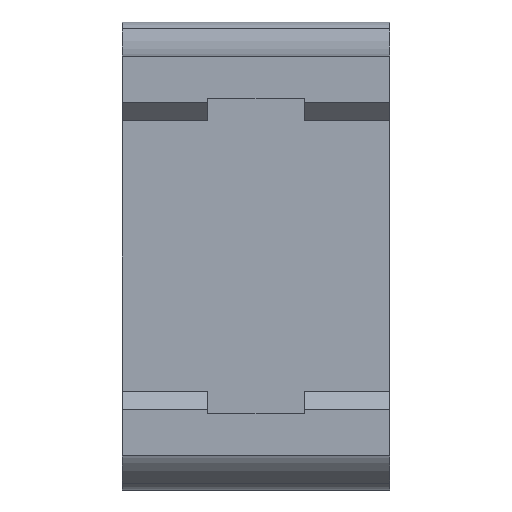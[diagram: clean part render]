
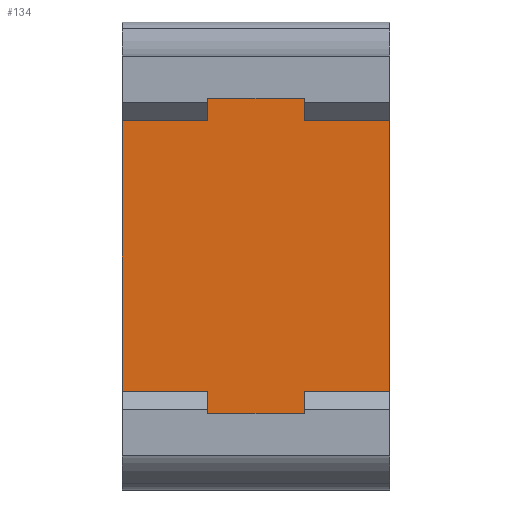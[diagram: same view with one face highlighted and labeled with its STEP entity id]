
A CAD part, left-side view. The second image highlights one B-rep face of the part: STEP entity #134.
In plain terms, the highlighted planar face has unit normal (-1, 0, 0).
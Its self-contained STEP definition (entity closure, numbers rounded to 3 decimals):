
#134=ADVANCED_FACE('',(#528),#530,.T.);
#528=FACE_BOUND('',#529,.T.);
#529=EDGE_LOOP('',(#817,#818,#819,#820,#821,#822,#823,#824,#825,#826,#827,#828));
#530=PLANE('',#531);
#531=AXIS2_PLACEMENT_3D('',#532,#533,#534);
#532=CARTESIAN_POINT('',(62.8,0.,15.65));
#533=DIRECTION('',(-1.,0.,0.));
#534=DIRECTION('',(0.,0.,-1.));
#817=ORIENTED_EDGE('',*,*,#1040,.T.);
#818=ORIENTED_EDGE('',*,*,#1041,.T.);
#819=ORIENTED_EDGE('',*,*,#1042,.F.);
#820=ORIENTED_EDGE('',*,*,#1043,.F.);
#821=ORIENTED_EDGE('',*,*,#1044,.F.);
#822=ORIENTED_EDGE('',*,*,#1045,.T.);
#823=ORIENTED_EDGE('',*,*,#1011,.F.);
#824=ORIENTED_EDGE('',*,*,#1039,.F.);
#825=ORIENTED_EDGE('',*,*,#1046,.F.);
#826=ORIENTED_EDGE('',*,*,#1047,.F.);
#827=ORIENTED_EDGE('',*,*,#1048,.F.);
#828=ORIENTED_EDGE('',*,*,#1049,.F.);
#1011=EDGE_CURVE('',#1128,#1130,#1131,.T.);
#1039=EDGE_CURVE('',#1182,#1128,#1184,.T.);
#1040=EDGE_CURVE('',#1185,#1186,#1187,.T.);
#1041=EDGE_CURVE('',#1186,#1188,#1189,.T.);
#1042=EDGE_CURVE('',#1190,#1188,#1191,.F.);
#1043=EDGE_CURVE('',#1192,#1190,#1193,.F.);
#1044=EDGE_CURVE('',#1194,#1192,#1195,.F.);
#1045=EDGE_CURVE('',#1194,#1130,#1196,.T.);
#1046=EDGE_CURVE('',#1197,#1182,#1198,.F.);
#1047=EDGE_CURVE('',#1199,#1197,#1200,.F.);
#1048=EDGE_CURVE('',#1201,#1199,#1202,.F.);
#1049=EDGE_CURVE('',#1185,#1201,#1203,.T.);
#1128=VERTEX_POINT('',#1326);
#1130=VERTEX_POINT('',#1330);
#1131=LINE('',#1331,#1332);
#1182=VERTEX_POINT('',#1450);
#1184=LINE('',#1454,#1455);
#1185=VERTEX_POINT('',#1457);
#1186=VERTEX_POINT('',#1458);
#1187=LINE('',#1459,#1460);
#1188=VERTEX_POINT('',#1462);
#1189=LINE('',#1463,#1464);
#1190=VERTEX_POINT('',#1466);
#1191=LINE('',#1467,#1468);
#1192=VERTEX_POINT('',#1470);
#1193=LINE('',#1471,#1472);
#1194=VERTEX_POINT('',#1474);
#1195=LINE('',#1475,#1476);
#1196=LINE('',#1478,#1479);
#1197=VERTEX_POINT('',#1481);
#1198=LINE('',#1482,#1483);
#1199=VERTEX_POINT('',#1485);
#1200=LINE('',#1486,#1487);
#1201=VERTEX_POINT('',#1489);
#1202=LINE('',#1490,#1491);
#1203=LINE('',#1493,#1494);
#1326=CARTESIAN_POINT('',(62.8,-31.,15.65));
#1330=CARTESIAN_POINT('',(62.8,-31.,-15.65));
#1331=CARTESIAN_POINT('',(62.8,-31.,15.65));
#1332=VECTOR('',#1333,1.);
#1333=DIRECTION('',(0.,0.,-1.));
#1450=CARTESIAN_POINT('',(62.8,-21.1,15.65));
#1454=CARTESIAN_POINT('',(62.8,-21.1,15.65));
#1455=VECTOR('',#1456,1.);
#1456=DIRECTION('',(0.,-1.,0.));
#1457=CARTESIAN_POINT('',(62.8,0.,15.65));
#1458=CARTESIAN_POINT('',(62.8,0.,-15.65));
#1459=CARTESIAN_POINT('',(62.8,0.,15.65));
#1460=VECTOR('',#1461,1.);
#1461=DIRECTION('',(0.,0.,-1.));
#1462=CARTESIAN_POINT('',(62.8,-9.9,-15.65));
#1463=CARTESIAN_POINT('',(62.8,0.,-15.65));
#1464=VECTOR('',#1465,1.);
#1465=DIRECTION('',(0.,-1.,0.));
#1466=CARTESIAN_POINT('',(62.8,-9.9,-18.25));
#1467=CARTESIAN_POINT('',(62.8,-9.9,-15.65));
#1468=VECTOR('',#1469,1.);
#1469=DIRECTION('',(0.,0.,-1.));
#1470=CARTESIAN_POINT('',(62.8,-21.1,-18.25));
#1471=CARTESIAN_POINT('',(62.8,-9.9,-18.25));
#1472=VECTOR('',#1473,1.);
#1473=DIRECTION('',(0.,-1.,0.));
#1474=CARTESIAN_POINT('',(62.8,-21.1,-15.65));
#1475=CARTESIAN_POINT('',(62.8,-21.1,-18.25));
#1476=VECTOR('',#1477,1.);
#1477=DIRECTION('',(0.,0.,1.));
#1478=CARTESIAN_POINT('',(62.8,-21.1,-15.65));
#1479=VECTOR('',#1480,1.);
#1480=DIRECTION('',(0.,-1.,0.));
#1481=CARTESIAN_POINT('',(62.8,-21.1,18.25));
#1482=CARTESIAN_POINT('',(62.8,-21.1,15.65));
#1483=VECTOR('',#1484,1.);
#1484=DIRECTION('',(0.,0.,1.));
#1485=CARTESIAN_POINT('',(62.8,-9.9,18.25));
#1486=CARTESIAN_POINT('',(62.8,-21.1,18.25));
#1487=VECTOR('',#1488,1.);
#1488=DIRECTION('',(0.,1.,0.));
#1489=CARTESIAN_POINT('',(62.8,-9.9,15.65));
#1490=CARTESIAN_POINT('',(62.8,-9.9,18.25));
#1491=VECTOR('',#1492,1.);
#1492=DIRECTION('',(0.,0.,-1.));
#1493=CARTESIAN_POINT('',(62.8,0.,15.65));
#1494=VECTOR('',#1495,1.);
#1495=DIRECTION('',(0.,-1.,0.));
